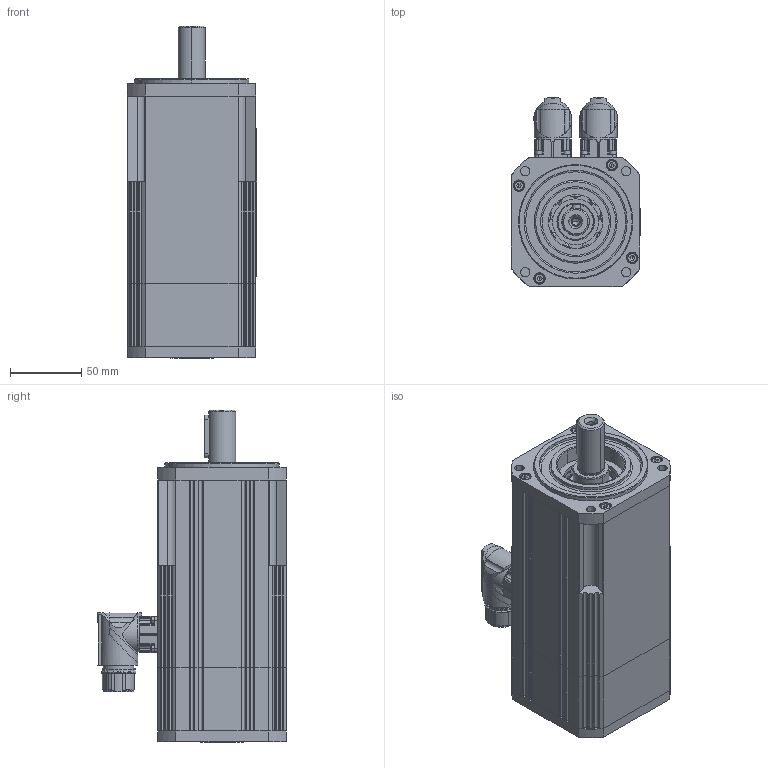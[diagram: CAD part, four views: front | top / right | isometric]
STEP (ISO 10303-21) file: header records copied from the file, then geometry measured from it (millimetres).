
FILE_DESCRIPTION((''),'2;1');
FILE_NAME('FP-409 + Encoder Quantum QR145-07 + Fre Keb 05-4.5.stp','2011-11-14T14:29:00',('jlopez'),(''),'Autodesk Inventor 9','Autodesk Inventor 9','');
FILE_SCHEMA(('AUTOMOTIVE_DESIGN { 1 0 10303 214 1 1 1 1 }'));
Length unit declared in the file: millimetre
Products named in the file (1): Pieza1
Bounding box: 90.5 x 132.15 x 232.2 mm (x, y, z)
Volume: 26708 mm3; surface area: 176320.2 mm2
Topology: 21 solids, 22 shells, 1526 faces, 3986 edges, 2427 vertices
Faces by surface type: cylinder 676, plane 487, bspline 159, cone 92, sphere 64, torus 48
Entity records: 48286 total; most frequent: CARTESIAN_POINT 11334, DIRECTION 8137, ORIENTED_EDGE 7616, EDGE_CURVE 3808, AXIS2_PLACEMENT_3D 3246, VERTEX_POINT 2409, CIRCLE 1758, EDGE_LOOP 1727
